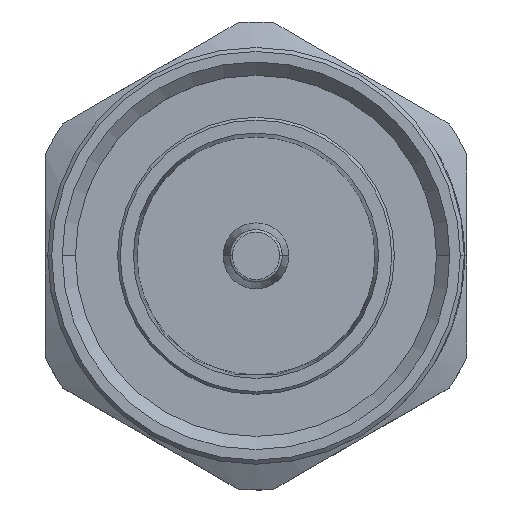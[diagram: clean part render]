
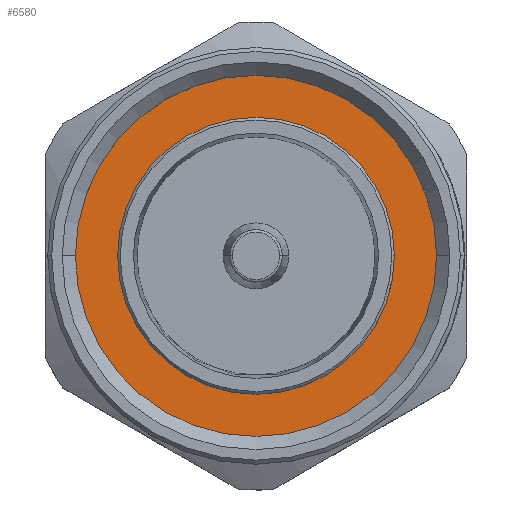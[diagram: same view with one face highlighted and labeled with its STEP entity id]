
A CAD part, top view. The second image highlights one B-rep face of the part: STEP entity #6580.
In plain terms, the highlighted planar face has unit normal (0, 0, 1).
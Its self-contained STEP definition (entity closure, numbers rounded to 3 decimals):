
#629 = ORIENTED_EDGE ( 'NONE', *, *, #9667, .T. ) ;
#1909 = ORIENTED_EDGE ( 'NONE', *, *, #1922, .T. ) ;
#1922 = EDGE_CURVE ( 'NONE', #8023, #4015, #3781, .T. ) ;
#2413 = DIRECTION ( 'NONE',  ( -1., 0., 0. ) ) ;
#2624 = EDGE_CURVE ( 'NONE', #4015, #8023, #6563, .T. ) ;
#3781 = CIRCLE ( 'NONE', #5444, 10.5 ) ;
#4015 = VERTEX_POINT ( 'NONE', #10191 ) ;
#4605 = ORIENTED_EDGE ( 'NONE', *, *, #9566, .T. ) ;
#4718 = VERTEX_POINT ( 'NONE', #11278 ) ;
#4783 = CARTESIAN_POINT ( 'NONE',  ( 13.7, 0., -5.005 ) ) ;
#5444 = AXIS2_PLACEMENT_3D ( 'NONE', #13035, #13031, #13016 ) ;
#5672 = CARTESIAN_POINT ( 'NONE',  ( -10.5, 0., -5.005 ) ) ;
#5698 = EDGE_LOOP ( 'NONE', ( #8149, #1909 ) ) ;
#5840 = CIRCLE ( 'NONE', #12872, 13.7 ) ;
#6013 = FACE_BOUND ( 'NONE', #5698, .T. ) ;
#6563 = CIRCLE ( 'NONE', #7694, 10.5 ) ;
#6580 = ADVANCED_FACE ( 'NONE', ( #11623, #6013 ), #14385, .F. ) ;
#7679 = CARTESIAN_POINT ( 'NONE',  ( 0., 0., -5.005 ) ) ;
#7694 = AXIS2_PLACEMENT_3D ( 'NONE', #7679, #7708, #7710 ) ;
#7708 = DIRECTION ( 'NONE',  ( 0., 0., -1. ) ) ;
#7710 = DIRECTION ( 'NONE',  ( -1., 0., 0. ) ) ;
#8023 = VERTEX_POINT ( 'NONE', #5672 ) ;
#8149 = ORIENTED_EDGE ( 'NONE', *, *, #2624, .T. ) ;
#8176 = DIRECTION ( 'NONE',  ( -1., 0., 0. ) ) ;
#8197 = DIRECTION ( 'NONE',  ( 0., 0., 1. ) ) ;
#8227 = CARTESIAN_POINT ( 'NONE',  ( 0., 0., -5.005 ) ) ;
#8383 = AXIS2_PLACEMENT_3D ( 'NONE', #9585, #9528, #9510 ) ;
#9510 = DIRECTION ( 'NONE',  ( -1., 0., 0. ) ) ;
#9528 = DIRECTION ( 'NONE',  ( 0., 0., 1. ) ) ;
#9566 = EDGE_CURVE ( 'NONE', #4718, #9979, #10233, .T. ) ;
#9585 = CARTESIAN_POINT ( 'NONE',  ( 0., 0., -5.005 ) ) ;
#9667 = EDGE_CURVE ( 'NONE', #9979, #4718, #5840, .T. ) ;
#9979 = VERTEX_POINT ( 'NONE', #4783 ) ;
#10191 = CARTESIAN_POINT ( 'NONE',  ( 10.5, 0., -5.005 ) ) ;
#10233 = CIRCLE ( 'NONE', #8383, 13.7 ) ;
#11278 = CARTESIAN_POINT ( 'NONE',  ( -13.7, 0., -5.005 ) ) ;
#11621 = AXIS2_PLACEMENT_3D ( 'NONE', #14493, #11998, #2413 ) ;
#11623 = FACE_OUTER_BOUND ( 'NONE', #13086, .T. ) ;
#11998 = DIRECTION ( 'NONE',  ( 0., 0., -1. ) ) ;
#12872 = AXIS2_PLACEMENT_3D ( 'NONE', #8227, #8197, #8176 ) ;
#13016 = DIRECTION ( 'NONE',  ( -1., 0., 0. ) ) ;
#13031 = DIRECTION ( 'NONE',  ( 0., 0., -1. ) ) ;
#13035 = CARTESIAN_POINT ( 'NONE',  ( 0., 0., -5.005 ) ) ;
#13086 = EDGE_LOOP ( 'NONE', ( #629, #4605 ) ) ;
#14385 = PLANE ( 'NONE',  #11621 ) ;
#14493 = CARTESIAN_POINT ( 'NONE',  ( 0., 0., -5.005 ) ) ;
